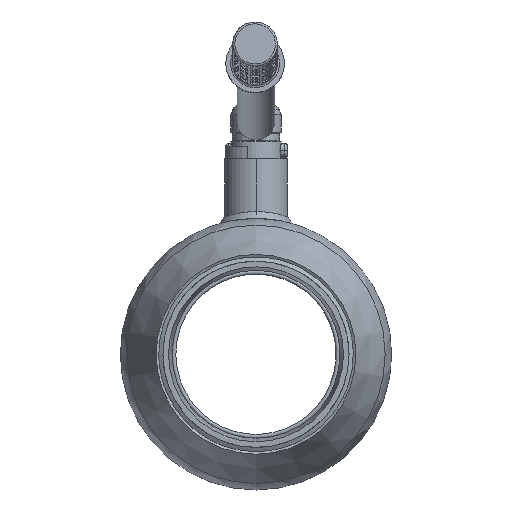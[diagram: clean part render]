
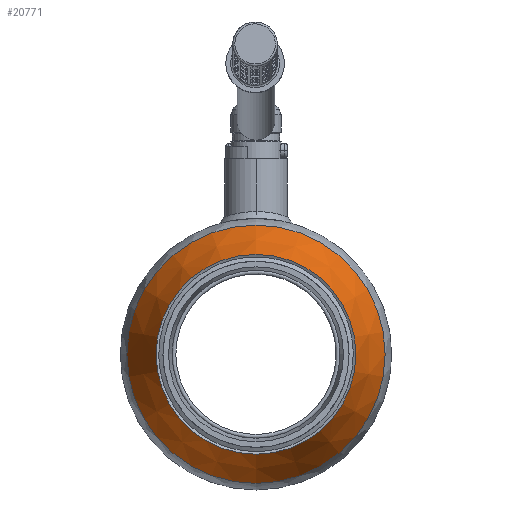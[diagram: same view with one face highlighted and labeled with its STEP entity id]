
A CAD part, left-side view. The second image highlights one B-rep face of the part: STEP entity #20771.
In plain terms, the highlighted conical face has half-angle 25 degrees and reference radius 97 mm.
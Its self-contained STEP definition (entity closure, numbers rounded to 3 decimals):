
#20707=CARTESIAN_POINT('',(-114.9,0.,71.4));
#20708=VERTEX_POINT('',#20707);
#20715=CARTESIAN_POINT('',(-114.9,-0.,-71.4));
#20716=VERTEX_POINT('',#20715);
#20717=CARTESIAN_POINT('',(-114.9,0.,0.));
#20718=DIRECTION('',(1.,0.,0.));
#20719=DIRECTION('',(0.,0.,-1.));
#20720=AXIS2_PLACEMENT_3D('',#20717,#20718,#20719);
#20721=CIRCLE('',#20720,71.4);
#20722=EDGE_CURVE('',#20716,#20708,#20721,.T.);
#20724=CARTESIAN_POINT('',(-114.9,0.,0.));
#20725=DIRECTION('',(1.,0.,0.));
#20726=DIRECTION('',(0.,0.,-1.));
#20727=AXIS2_PLACEMENT_3D('',#20724,#20725,#20726);
#20728=CIRCLE('',#20727,71.4);
#20729=EDGE_CURVE('',#20708,#20716,#20728,.T.);
#20737=CARTESIAN_POINT('',(-60.,0.,0.));
#20738=DIRECTION('',(1.,0.,0.));
#20739=DIRECTION('',(0.,0.,-1.));
#20740=AXIS2_PLACEMENT_3D('',#20737,#20738,#20739);
#20741=CONICAL_SURFACE('',#20740,97.,25.);
#20742=CARTESIAN_POINT('',(-70.046,0.,-92.315));
#20743=VERTEX_POINT('',#20742);
#20744=CARTESIAN_POINT('',(-70.046,0.,-92.315));
#20745=DIRECTION('',(-0.906,-0.,0.423));
#20746=VECTOR('',#20745,49.491);
#20747=LINE('',#20744,#20746);
#20748=EDGE_CURVE('',#20743,#20716,#20747,.T.);
#20749=ORIENTED_EDGE('',*,*,#20748,.T.);
#20750=ORIENTED_EDGE('',*,*,#20722,.T.);
#20751=ORIENTED_EDGE('',*,*,#20729,.T.);
#20752=ORIENTED_EDGE('',*,*,#20748,.F.);
#20753=CARTESIAN_POINT('',(-70.046,-0.,92.315));
#20754=VERTEX_POINT('',#20753);
#20755=CARTESIAN_POINT('',(-70.046,0.,0.));
#20756=DIRECTION('',(-1.,0.,0.));
#20757=DIRECTION('',(0.,0.,1.));
#20758=AXIS2_PLACEMENT_3D('',#20755,#20756,#20757);
#20759=CIRCLE('',#20758,92.315);
#20760=EDGE_CURVE('',#20743,#20754,#20759,.T.);
#20761=ORIENTED_EDGE('',*,*,#20760,.T.);
#20762=CARTESIAN_POINT('',(-70.046,0.,0.));
#20763=DIRECTION('',(-1.,0.,0.));
#20764=DIRECTION('',(0.,0.,1.));
#20765=AXIS2_PLACEMENT_3D('',#20762,#20763,#20764);
#20766=CIRCLE('',#20765,92.315);
#20767=EDGE_CURVE('',#20754,#20743,#20766,.T.);
#20768=ORIENTED_EDGE('',*,*,#20767,.T.);
#20769=EDGE_LOOP('',(#20749,#20750,#20751,#20752,#20761,#20768));
#20770=FACE_BOUND('',#20769,.T.);
#20771=ADVANCED_FACE('',(#20770),#20741,.T.);
